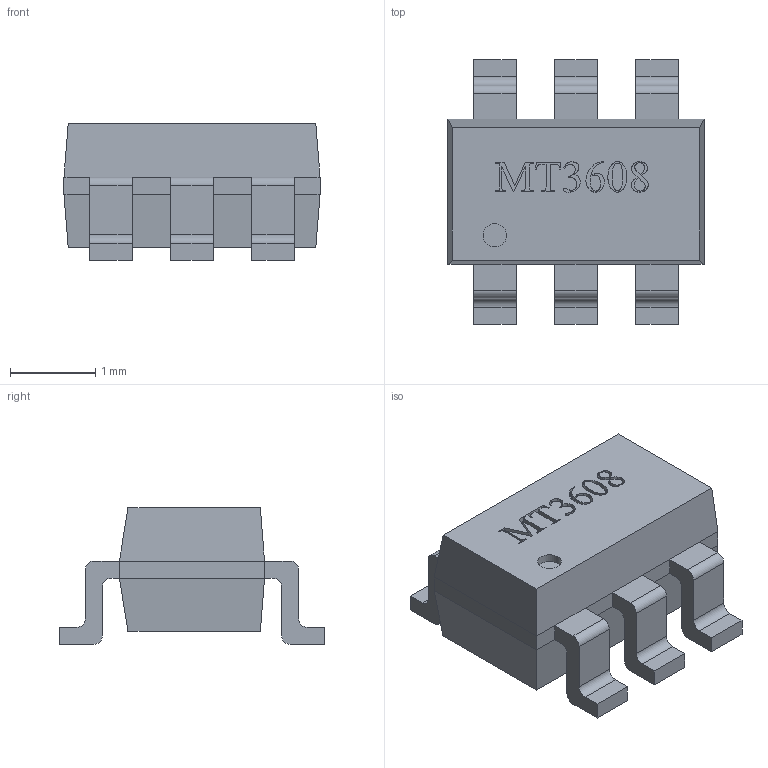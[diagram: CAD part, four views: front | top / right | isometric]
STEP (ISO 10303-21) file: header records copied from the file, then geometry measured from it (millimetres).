
FILE_DESCRIPTION(('FreeCAD Model'),'2;1');
FILE_NAME('Open CASCADE Shape Model','2024-08-02T15:59:25',(''),(''), 'Open CASCADE STEP processor 7.6','FreeCAD','Unknown');
FILE_SCHEMA(('AUTOMOTIVE_DESIGN { 1 0 10303 214 1 1 1 1 }'));
Length unit declared in the file: millimetre
Products named in the file (1): Body
Bounding box: 3 x 3.1 x 1.6 mm (x, y, z)
Volume: 7.9 mm3; surface area: 35.5 mm2
Topology: 1 solids, 1 shells, 284 faces, 781 edges, 510 vertices
Faces by surface type: extrusion 130, plane 121, cylinder 25, bspline 8
Full cylindrical faces by diameter (mm): 0.274 x1
Entity records: 19490 total; most frequent: CARTESIAN_POINT 4640, DIRECTION 2244, VECTOR 1825, LINE 1695, ORIENTED_EDGE 1562, PCURVE 1562, DEFINITIONAL_REPRESENTATION 1562, EDGE_CURVE 781
